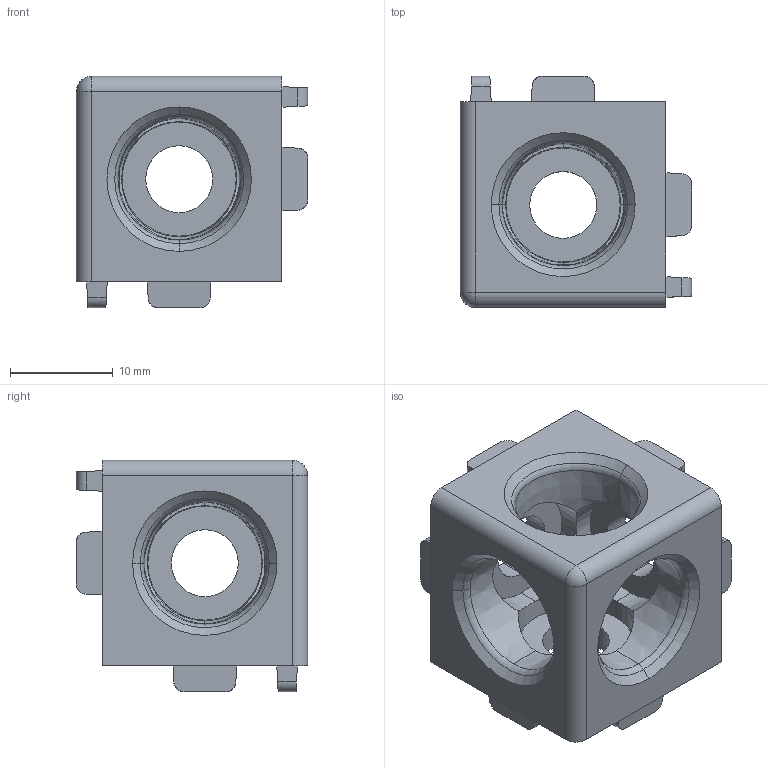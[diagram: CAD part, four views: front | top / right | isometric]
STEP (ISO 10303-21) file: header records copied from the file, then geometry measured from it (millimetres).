
FILE_DESCRIPTION (( 'STEP AP203' ), '1' );
FILE_NAME ('093ww202n06r.STEP', '2012-11-29T11:15:50', ( '' ), ( '' ), 'SwSTEP 2.0', 'SolidWorks 2012', '' );
FILE_SCHEMA (( 'CONFIG_CONTROL_DESIGN' ));
Length unit declared in the file: millimetre
Products named in the file (1): 093ww202n06r
Bounding box: 22.5 x 22.5 x 22.5 mm (x, y, z)
Volume: 4100.2 mm3; surface area: 3419.7 mm2
Topology: 1 solids, 1 shells, 194 faces, 481 edges, 285 vertices
Faces by surface type: plane 76, cylinder 69, sphere 25, cone 18, torus 6
Entity records: 5907 total; most frequent: CARTESIAN_POINT 1380, ORIENTED_EDGE 944, DIRECTION 916, EDGE_CURVE 472, AXIS2_PLACEMENT_3D 317, VERTEX_POINT 285, VECTOR 282, LINE 282
